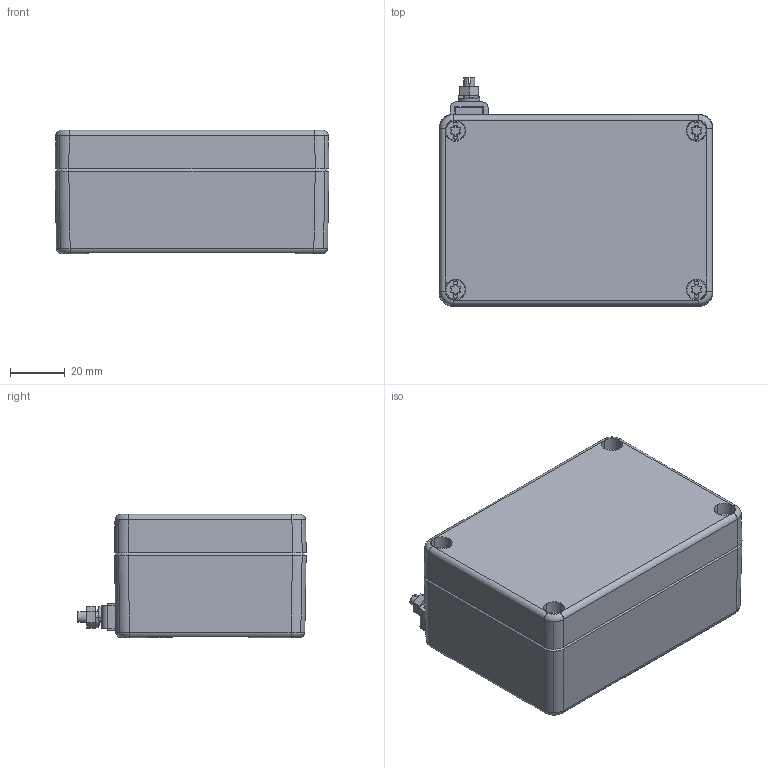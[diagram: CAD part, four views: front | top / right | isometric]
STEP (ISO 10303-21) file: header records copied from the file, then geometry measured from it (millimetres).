
FILE_DESCRIPTION(('CATIA V5 STEP Exchange','CAx-IF Rec.Pracs.--- Model Styling and Organization---1.4--- 2014-01-23'),'2;1');
FILE_NAME ('D1465003_1_9526860000_9526860000.stp','2019-06-04T09:37:09+00:00',('none'),('Weidmueller'),'CATIA Version 5-6 Release 2016 SP3 HF44','CATIA V5 STEP AP214','none');
FILE_SCHEMA(('AUTOMOTIVE_DESIGN { 1 0 10303 214 1 1 1 1 }'));
Length unit declared in the file: millimetre
Products named in the file (1): K2 EX
Bounding box: 100 x 83.38 x 45 mm (x, y, z)
Volume: 110255.3 mm3; surface area: 67281.9 mm2
Topology: 13 solids, 18 shells, 1081 faces, 2797 edges, 1802 vertices
Faces by surface type: plane 362, bspline 346, cylinder 223, cone 92, torus 50, sphere 8
Entity records: 34770 total; most frequent: CARTESIAN_POINT 12118, ORIENTED_EDGE 5572, DIRECTION 2899, EDGE_CURVE 2787, VERTEX_POINT 1802, AXIS2_PLACEMENT_3D 1319, EDGE_LOOP 1168, ADVANCED_FACE 1081
